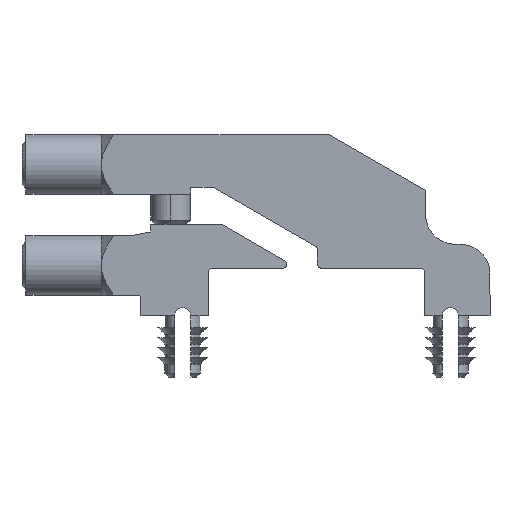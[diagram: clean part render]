
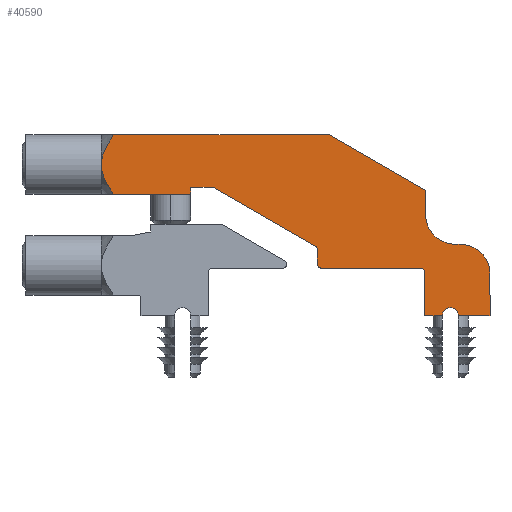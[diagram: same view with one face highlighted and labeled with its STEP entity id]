
A CAD part, front view. The second image highlights one B-rep face of the part: STEP entity #40590.
In plain terms, the highlighted planar face has unit normal (0, -1, 0).
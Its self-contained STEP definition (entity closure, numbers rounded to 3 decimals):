
#39682=CARTESIAN_POINT('',(-6.35,-24.36,6.12));
#39683=VERTEX_POINT('',#39682);
#39690=CARTESIAN_POINT('',(-10.229,-24.36,6.12));
#39691=VERTEX_POINT('',#39690);
#39692=CARTESIAN_POINT('',(-10.229,-24.36,6.12));
#39693=DIRECTION('',(1.0,0.0,0.0));
#39694=VECTOR('',#39693,3.879);
#39695=LINE('',#39692,#39694);
#39696=EDGE_CURVE('',#39691,#39683,#39695,.T.);
#40064=CARTESIAN_POINT('',(7.15,-24.36,0.));
#40065=VERTEX_POINT('',#40064);
#40072=CARTESIAN_POINT('',(6.35,-24.36,0.));
#40073=VERTEX_POINT('',#40072);
#40074=CARTESIAN_POINT('',(6.75,-24.36,0.));
#40075=DIRECTION('',(0.0,1.0,0.0));
#40076=DIRECTION('',(-1.0,0.0,0.0));
#40077=AXIS2_PLACEMENT_3D('',#40074,#40075,#40076);
#40078=CIRCLE('',#40077,0.4);
#40079=EDGE_CURVE('',#40073,#40065,#40078,.T.);
#40406=CARTESIAN_POINT('',(-0.678,-24.36,5.467));
#40407=DIRECTION('',(0.0,-1.0,0.0));
#40408=DIRECTION('',(1.0,0.0,0.0));
#40409=AXIS2_PLACEMENT_3D('',#40406,#40407,#40408);
#40410=PLANE('',#40409);
#40411=ORIENTED_EDGE('',*,*,#40079,.T.);
#40412=CARTESIAN_POINT('',(8.75,-24.36,0.0));
#40413=VERTEX_POINT('',#40412);
#40414=CARTESIAN_POINT('',(7.15,-24.36,0.));
#40415=DIRECTION('',(1.0,0.0,0.0));
#40416=VECTOR('',#40415,1.6);
#40417=LINE('',#40414,#40416);
#40418=EDGE_CURVE('',#40065,#40413,#40417,.T.);
#40419=ORIENTED_EDGE('',*,*,#40418,.T.);
#40420=CARTESIAN_POINT('',(8.75,-24.36,2.1));
#40421=VERTEX_POINT('',#40420);
#40422=CARTESIAN_POINT('',(8.75,-24.36,0.0));
#40423=DIRECTION('',(0.0,0.0,1.0));
#40424=VECTOR('',#40423,2.1);
#40425=LINE('',#40422,#40424);
#40426=EDGE_CURVE('',#40413,#40421,#40425,.T.);
#40427=ORIENTED_EDGE('',*,*,#40426,.T.);
#40428=CARTESIAN_POINT('',(7.25,-24.36,3.6));
#40429=VERTEX_POINT('',#40428);
#40430=CARTESIAN_POINT('',(7.25,-24.36,2.1));
#40431=DIRECTION('',(0.0,-1.0,0.0));
#40432=DIRECTION('',(1.0,0.0,0.0));
#40433=AXIS2_PLACEMENT_3D('',#40430,#40431,#40432);
#40434=CIRCLE('',#40433,1.5);
#40435=EDGE_CURVE('',#40421,#40429,#40434,.T.);
#40436=ORIENTED_EDGE('',*,*,#40435,.T.);
#40437=CARTESIAN_POINT('',(7.,-24.36,3.6));
#40438=VERTEX_POINT('',#40437);
#40439=CARTESIAN_POINT('',(7.25,-24.36,3.6));
#40440=DIRECTION('',(-1.0,0.0,0.0));
#40441=VECTOR('',#40440,0.25);
#40442=LINE('',#40439,#40441);
#40443=EDGE_CURVE('',#40429,#40438,#40442,.T.);
#40444=ORIENTED_EDGE('',*,*,#40443,.T.);
#40445=CARTESIAN_POINT('',(5.5,-24.36,5.1));
#40446=VERTEX_POINT('',#40445);
#40447=CARTESIAN_POINT('',(7.,-24.36,5.1));
#40448=DIRECTION('',(0.0,1.0,0.0));
#40449=DIRECTION('',(0.0,0.0,-1.0));
#40450=AXIS2_PLACEMENT_3D('',#40447,#40448,#40449);
#40451=CIRCLE('',#40450,1.5);
#40452=EDGE_CURVE('',#40438,#40446,#40451,.T.);
#40453=ORIENTED_EDGE('',*,*,#40452,.T.);
#40454=CARTESIAN_POINT('',(5.5,-24.36,6.32));
#40455=VERTEX_POINT('',#40454);
#40456=CARTESIAN_POINT('',(5.5,-24.36,5.1));
#40457=DIRECTION('',(0.0,0.0,1.0));
#40458=VECTOR('',#40457,1.22);
#40459=LINE('',#40456,#40458);
#40460=EDGE_CURVE('',#40446,#40455,#40459,.T.);
#40461=ORIENTED_EDGE('',*,*,#40460,.T.);
#40462=CARTESIAN_POINT('',(0.65,-24.36,9.12));
#40463=VERTEX_POINT('',#40462);
#40464=CARTESIAN_POINT('',(5.5,-24.36,6.32));
#40465=DIRECTION('',(-0.866,0.0,0.5));
#40466=VECTOR('',#40465,5.6);
#40467=LINE('',#40464,#40466);
#40468=EDGE_CURVE('',#40455,#40463,#40467,.T.);
#40469=ORIENTED_EDGE('',*,*,#40468,.T.);
#40470=CARTESIAN_POINT('',(-10.229,-24.36,9.12));
#40471=VERTEX_POINT('',#40470);
#40472=CARTESIAN_POINT('',(0.65,-24.36,9.12));
#40473=DIRECTION('',(-1.0,0.0,0.0));
#40474=VECTOR('',#40473,10.879);
#40475=LINE('',#40472,#40474);
#40476=EDGE_CURVE('',#40463,#40471,#40475,.T.);
#40477=ORIENTED_EDGE('',*,*,#40476,.T.);
#40478=CARTESIAN_POINT('',(-10.85,-24.36,7.62));
#40479=VERTEX_POINT('',#40478);
#40480=CARTESIAN_POINT('',(-10.229,-24.36,9.12));
#40481=CARTESIAN_POINT('',(-10.85,-24.36,8.241));
#40482=CARTESIAN_POINT('',(-10.85,-24.36,7.62));
#40490=(BOUNDED_CURVE()B_SPLINE_CURVE(2,(#40480,#40481,#40482),.UNSPECIFIED.,.F.,.U.)B_SPLINE_CURVE_WITH_KNOTS((3,3),(0.0,1.643),.UNSPECIFIED.)CURVE()GEOMETRIC_REPRESENTATION_ITEM()RATIONAL_B_SPLINE_CURVE((1.0,1.099,1.0))REPRESENTATION_ITEM(''));
#40491=EDGE_CURVE('',#40471,#40479,#40490,.T.);
#40492=ORIENTED_EDGE('',*,*,#40491,.T.);
#40493=CARTESIAN_POINT('',(-10.85,-24.36,7.62));
#40494=CARTESIAN_POINT('',(-10.85,-24.36,6.999));
#40495=CARTESIAN_POINT('',(-10.229,-24.36,6.12));
#40503=(BOUNDED_CURVE()B_SPLINE_CURVE(2,(#40493,#40494,#40495),.UNSPECIFIED.,.F.,.U.)B_SPLINE_CURVE_WITH_KNOTS((3,3),(1.643,3.286),.UNSPECIFIED.)CURVE()GEOMETRIC_REPRESENTATION_ITEM()RATIONAL_B_SPLINE_CURVE((1.0,1.099,1.0))REPRESENTATION_ITEM(''));
#40504=EDGE_CURVE('',#40479,#39691,#40503,.T.);
#40505=ORIENTED_EDGE('',*,*,#40504,.T.);
#40506=ORIENTED_EDGE('',*,*,#39696,.T.);
#40507=CARTESIAN_POINT('',(-6.35,-24.36,6.47));
#40508=VERTEX_POINT('',#40507);
#40509=CARTESIAN_POINT('',(-6.35,-24.36,6.12));
#40510=DIRECTION('',(0.0,0.0,1.0));
#40511=VECTOR('',#40510,0.35);
#40512=LINE('',#40509,#40511);
#40513=EDGE_CURVE('',#39683,#40508,#40512,.T.);
#40514=ORIENTED_EDGE('',*,*,#40513,.T.);
#40515=CARTESIAN_POINT('',(-5.2,-24.36,6.47));
#40516=VERTEX_POINT('',#40515);
#40517=CARTESIAN_POINT('',(-6.35,-24.36,6.47));
#40518=DIRECTION('',(1.0,0.0,0.0));
#40519=VECTOR('',#40518,1.15);
#40520=LINE('',#40517,#40519);
#40521=EDGE_CURVE('',#40508,#40516,#40520,.T.);
#40522=ORIENTED_EDGE('',*,*,#40521,.T.);
#40523=CARTESIAN_POINT('',(-0.05,-24.36,3.497));
#40524=VERTEX_POINT('',#40523);
#40525=CARTESIAN_POINT('',(-5.2,-24.36,6.47));
#40526=DIRECTION('',(0.866,0.0,-0.5));
#40527=VECTOR('',#40526,5.947);
#40528=LINE('',#40525,#40527);
#40529=EDGE_CURVE('',#40516,#40524,#40528,.T.);
#40530=ORIENTED_EDGE('',*,*,#40529,.T.);
#40531=CARTESIAN_POINT('',(0.05,-24.36,3.323));
#40532=VERTEX_POINT('',#40531);
#40533=CARTESIAN_POINT('',(-0.15,-24.36,3.323));
#40534=DIRECTION('',(0.,1.0,0.));
#40535=DIRECTION('',(0.5,0.,0.866));
#40536=AXIS2_PLACEMENT_3D('',#40533,#40534,#40535);
#40537=CIRCLE('',#40536,0.2);
#40538=EDGE_CURVE('',#40524,#40532,#40537,.T.);
#40539=ORIENTED_EDGE('',*,*,#40538,.T.);
#40540=CARTESIAN_POINT('',(0.05,-24.36,2.6));
#40541=VERTEX_POINT('',#40540);
#40542=CARTESIAN_POINT('',(0.05,-24.36,3.323));
#40543=DIRECTION('',(0.0,0.0,-1.0));
#40544=VECTOR('',#40543,0.723);
#40545=LINE('',#40542,#40544);
#40546=EDGE_CURVE('',#40532,#40541,#40545,.T.);
#40547=ORIENTED_EDGE('',*,*,#40546,.T.);
#40548=CARTESIAN_POINT('',(0.25,-24.36,2.4));
#40549=VERTEX_POINT('',#40548);
#40550=CARTESIAN_POINT('',(0.25,-24.36,2.6));
#40551=DIRECTION('',(0.0,-1.0,0.0));
#40552=DIRECTION('',(-1.0,0.0,0.0));
#40553=AXIS2_PLACEMENT_3D('',#40550,#40551,#40552);
#40554=CIRCLE('',#40553,0.2);
#40555=EDGE_CURVE('',#40541,#40549,#40554,.T.);
#40556=ORIENTED_EDGE('',*,*,#40555,.T.);
#40557=CARTESIAN_POINT('',(5.25,-24.36,2.4));
#40558=VERTEX_POINT('',#40557);
#40559=CARTESIAN_POINT('',(0.25,-24.36,2.4));
#40560=DIRECTION('',(1.0,0.0,0.0));
#40561=VECTOR('',#40560,5.);
#40562=LINE('',#40559,#40561);
#40563=EDGE_CURVE('',#40549,#40558,#40562,.T.);
#40564=ORIENTED_EDGE('',*,*,#40563,.T.);
#40565=CARTESIAN_POINT('',(5.45,-24.36,2.2));
#40566=VERTEX_POINT('',#40565);
#40567=CARTESIAN_POINT('',(5.25,-24.36,2.2));
#40568=DIRECTION('',(0.0,1.0,0.0));
#40569=DIRECTION('',(0.0,0.0,1.0));
#40570=AXIS2_PLACEMENT_3D('',#40567,#40568,#40569);
#40571=CIRCLE('',#40570,0.2);
#40572=EDGE_CURVE('',#40558,#40566,#40571,.T.);
#40573=ORIENTED_EDGE('',*,*,#40572,.T.);
#40574=CARTESIAN_POINT('',(5.45,-24.36,0.));
#40575=VERTEX_POINT('',#40574);
#40576=CARTESIAN_POINT('',(5.45,-24.36,2.2));
#40577=DIRECTION('',(0.0,0.0,-1.0));
#40578=VECTOR('',#40577,2.2);
#40579=LINE('',#40576,#40578);
#40580=EDGE_CURVE('',#40566,#40575,#40579,.T.);
#40581=ORIENTED_EDGE('',*,*,#40580,.T.);
#40582=CARTESIAN_POINT('',(5.45,-24.36,0.));
#40583=DIRECTION('',(1.0,0.0,0.0));
#40584=VECTOR('',#40583,0.9);
#40585=LINE('',#40582,#40584);
#40586=EDGE_CURVE('',#40575,#40073,#40585,.T.);
#40587=ORIENTED_EDGE('',*,*,#40586,.T.);
#40588=EDGE_LOOP('',(#40411,#40419,#40427,#40436,#40444,#40453,#40461,#40469,#40477,#40492,#40505,#40506,#40514,#40522,#40530,#40539,#40547,#40556,#40564,#40573,#40581,#40587));
#40589=FACE_OUTER_BOUND('',#40588,.T.);
#40590=ADVANCED_FACE('',(#40589),#40410,.T.);
